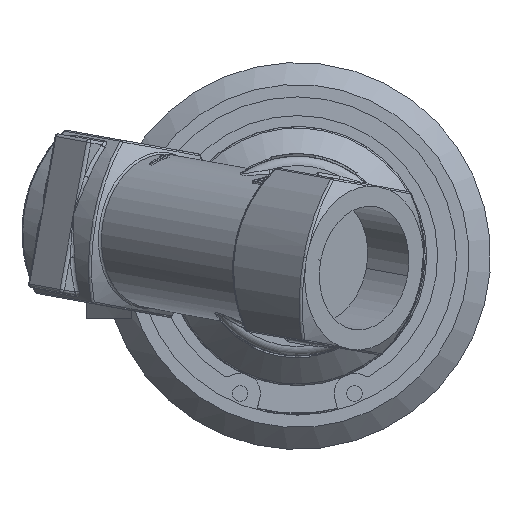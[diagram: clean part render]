
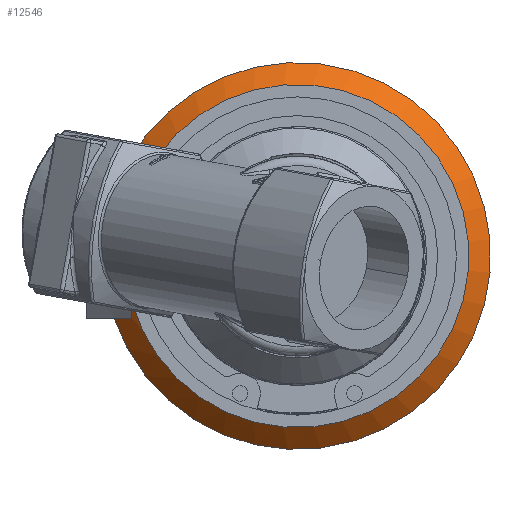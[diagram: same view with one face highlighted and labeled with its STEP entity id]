
A CAD part, front view. The second image highlights one B-rep face of the part: STEP entity #12546.
In plain terms, the highlighted conical face has half-angle 45 degrees and reference radius 29.25 mm.
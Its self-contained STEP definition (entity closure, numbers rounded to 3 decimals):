
#2507=CARTESIAN_POINT('',(0.,0.,0.));
#2508=DIRECTION('',(0.,-1.,0.));
#2509=DIRECTION('',(-0.964,0.,-0.267));
#2510=AXIS2_PLACEMENT_3D('',#2507,#2508,#2509);
#2522=CARTESIAN_POINT('',(-26.5,0.,-7.348));
#2523=CARTESIAN_POINT('',(-26.5,0.077,
-7.638));
#2524=CARTESIAN_POINT('',(-26.5,0.241,
-8.219));
#2525=CARTESIAN_POINT('',(-26.5,0.516,
-9.103));
#2526=CARTESIAN_POINT('',(-26.5,0.718,
-9.7));
#2527=CARTESIAN_POINT('',(-26.5,0.824,-10.));
#2529=CARTESIAN_POINT('',(-26.5,0.824,-10.));
#2530=CARTESIAN_POINT('',(-26.825,1.128,
-10.001));
#2531=CARTESIAN_POINT('',(-27.468,1.731,
-10.));
#2532=CARTESIAN_POINT('',(-28.415,2.623,
-10.));
#2533=CARTESIAN_POINT('',(-29.036,3.209,
-9.999));
#2534=CARTESIAN_POINT('',(-29.343,3.5,-10.));
#2557=CARTESIAN_POINT('',(-29.343,3.5,10.));
#2559=CARTESIAN_POINT('',(-29.343,3.5,10.));
#2560=CARTESIAN_POINT('',(-29.036,3.209,9.999));
#2561=CARTESIAN_POINT('',(-28.415,2.623,10.));
#2562=CARTESIAN_POINT('',(-27.468,1.731,10.));
#2563=CARTESIAN_POINT('',(-26.825,1.128,10.001));
#2564=CARTESIAN_POINT('',(-26.5,0.824,10.));
#2566=CARTESIAN_POINT('',(-26.5,0.824,10.));
#2567=CARTESIAN_POINT('',(-26.5,0.718,
9.7));
#2568=CARTESIAN_POINT('',(-26.5,0.516,
9.103));
#2569=CARTESIAN_POINT('',(-26.5,0.241,
8.219));
#2570=CARTESIAN_POINT('',(-26.5,0.077,
7.638));
#2571=CARTESIAN_POINT('',(-26.5,0.,7.348));
#2580=CARTESIAN_POINT('',(0.,3.5,0.));
#2581=DIRECTION('',(0.,-1.,0.));
#2582=DIRECTION('',(-0.947,0.,-0.323));
#2583=AXIS2_PLACEMENT_3D('',#2580,#2581,#2582);
#7263=CARTESIAN_POINT('',(-26.5,0.,7.348));
#7264=CARTESIAN_POINT('',(-26.5,0.,-7.348));
#7265=VERTEX_POINT('',#7263);
#7266=VERTEX_POINT('',#7264);
#7291=VERTEX_POINT('',#2527);
#7292=VERTEX_POINT('',#2534);
#7295=VERTEX_POINT('',#2557);
#7296=VERTEX_POINT('',#2564);
#12532=CARTESIAN_POINT('',(0.,1.75,0.));
#12533=DIRECTION('',(0.,1.,0.));
#12534=DIRECTION('',(1.,0.,0.));
#12535=AXIS2_PLACEMENT_3D('',#12532,#12533,#12534);
#12536=CONICAL_SURFACE('',#12535,29.25,45.);
#12537=ORIENTED_EDGE('',*,*,#12508,.F.);
#12538=ORIENTED_EDGE('',*,*,#12486,.T.);
#12539=ORIENTED_EDGE('',*,*,#12520,.F.);
#12540=ORIENTED_EDGE('',*,*,#12518,.F.);
#12542=ORIENTED_EDGE('',*,*,#12541,.F.);
#12543=ORIENTED_EDGE('',*,*,#12510,.F.);
#12544=EDGE_LOOP('',(#12537,#12538,#12539,#12540,#12542,#12543));
#12545=FACE_OUTER_BOUND('',#12544,.F.);
#12546=ADVANCED_FACE('',(#12545),#12536,.T.);
#2511=CIRCLE('',#2510,27.5);
#2528=B_SPLINE_CURVE_WITH_KNOTS('',3,(#2522,#2523,#2524,#2525,#2526,#2527),
.UNSPECIFIED.,.F.,.F.,(4,1,1,4),(0.,0.333,0.667,1.),
.UNSPECIFIED.);
#2535=B_SPLINE_CURVE_WITH_KNOTS('',3,(#2529,#2530,#2531,#2532,#2533,#2534),
.UNSPECIFIED.,.F.,.F.,(4,1,1,4),(0.,0.333,0.667,1.),
.UNSPECIFIED.);
#2565=B_SPLINE_CURVE_WITH_KNOTS('',3,(#2559,#2560,#2561,#2562,#2563,#2564),
.UNSPECIFIED.,.F.,.F.,(4,1,1,4),(0.,0.333,0.667,1.),
.UNSPECIFIED.);
#2572=B_SPLINE_CURVE_WITH_KNOTS('',3,(#2566,#2567,#2568,#2569,#2570,#2571),
.UNSPECIFIED.,.F.,.F.,(4,1,1,4),(0.,0.333,0.667,1.),
.UNSPECIFIED.);
#2584=CIRCLE('',#2583,31.);
#12486=EDGE_CURVE('',#7266,#7265,#2511,.T.);
#12508=EDGE_CURVE('',#7266,#7291,#2528,.T.);
#12510=EDGE_CURVE('',#7291,#7292,#2535,.T.);
#12518=EDGE_CURVE('',#7295,#7296,#2565,.T.);
#12520=EDGE_CURVE('',#7296,#7265,#2572,.T.);
#12541=EDGE_CURVE('',#7292,#7295,#2584,.T.);
